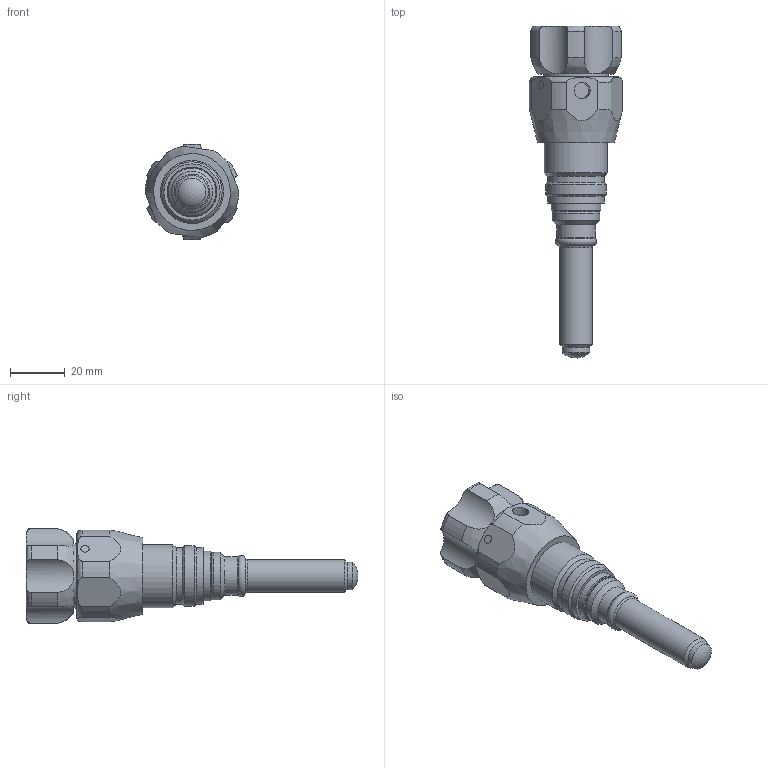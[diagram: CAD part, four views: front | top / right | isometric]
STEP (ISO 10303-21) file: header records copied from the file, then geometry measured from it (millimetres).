
FILE_DESCRIPTION(/* description */ (''),/* implementation_level */ '2;1');
FILE_NAME(/* name */ '310041.stp',/* time_stamp */ '2018-04-03T11:00:23+02:00',/* author */ ('sgs'),/* organization */ (''),/* preprocessor_version */ 'ST-DEVELOPER v16.5',/* originating_system */ 'Autodesk Inventor 2017',/* authorisation */ '');
FILE_SCHEMA (('AUTOMOTIVE_DESIGN { 1 0 10303 214 3 1 1 }'));
Length unit declared in the file: millimetre
Products named in the file (1): 310041
Bounding box: 33.98 x 120.96 x 34.94 mm (x, y, z)
Volume: 44903.4 mm3; surface area: 21482.5 mm2
Topology: 1 solids, 5 shells, 127 faces, 275 edges, 170 vertices
Faces by surface type: cylinder 54, plane 30, torus 20, cone 14, bspline 8, sphere 1
Full cylindrical faces by diameter (mm): 3 x1, 3.05 x1, 6.05 x2, 7 x1, 10 x3, 10.2 x1, 12 x1, 13.9 x1, 14 x1, 14.8 x1, 15.37 x2, 15.5 x1, 17 x1, 17.5 x1, 18 x1, 18.1 x1, 18.6 x2, 19.355 x1, 20 x1, 20.5 x2, 20.6 x1, 22 x1, 23 x1, 23.5 x1
Entity records: 5885 total; most frequent: CARTESIAN_POINT 3347, DIRECTION 509, ORIENTED_EDGE 392, AXIS2_PLACEMENT_3D 240, EDGE_LOOP 201, EDGE_CURVE 196, VERTEX_POINT 153, FACE_OUTER_BOUND 123
